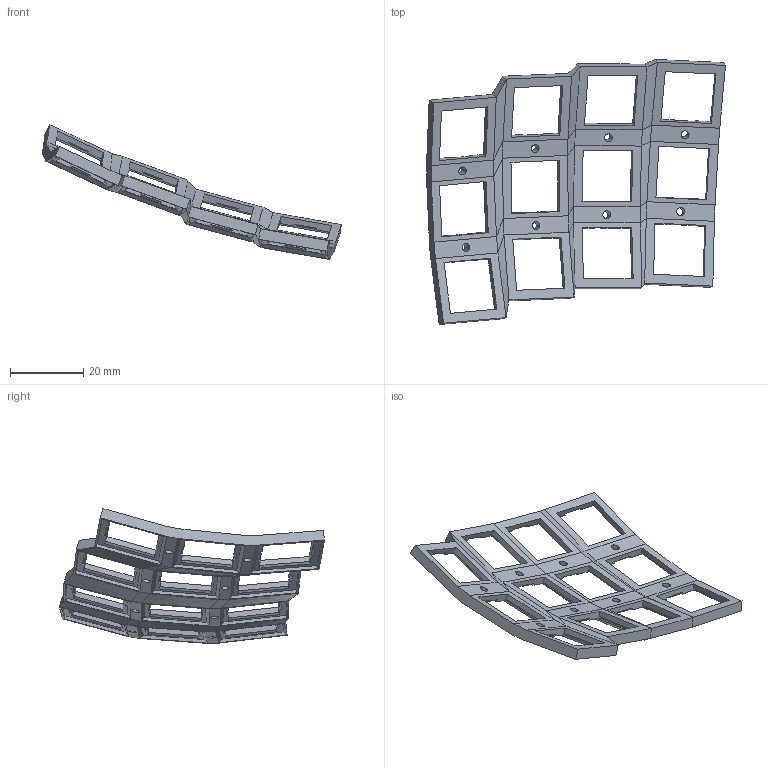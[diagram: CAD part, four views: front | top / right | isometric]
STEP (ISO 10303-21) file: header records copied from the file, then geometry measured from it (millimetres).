
FILE_DESCRIPTION(/* description */ (''),/* implementation_level */ '2;1');
FILE_NAME(/* name */ '3x4 main plate.step',/* time_stamp */ '2024-01-17T12:13:00+08:00',/* author */ (''),/* organization */ (''),/* preprocessor_version */ 'ST-DEVELOPER v20',/* originating_system */ 'Autodesk Translation Framework v12.14.0.127',/* authorisation */ '');
FILE_SCHEMA (('AUTOMOTIVE_DESIGN { 1 0 10303 214 3 1 1 }'));
Length unit declared in the file: millimetre
Products named in the file (1): 3x4 main plate
Bounding box: 81.38 x 72.16 x 36.7 mm (x, y, z)
Volume: 6533.7 mm3; surface area: 8399.1 mm2
Topology: 1 solids, 1 shells, 302 faces, 804 edges, 504 vertices
Faces by surface type: plane 258, bspline 36, cylinder 8
Full cylindrical faces by diameter (mm): 2.2 x8
Entity records: 9628 total; most frequent: CARTESIAN_POINT 2151, ORIENTED_EDGE 1608, DIRECTION 1354, EDGE_CURVE 804, LINE 788, VECTOR 788, VERTEX_POINT 504, EDGE_LOOP 342
